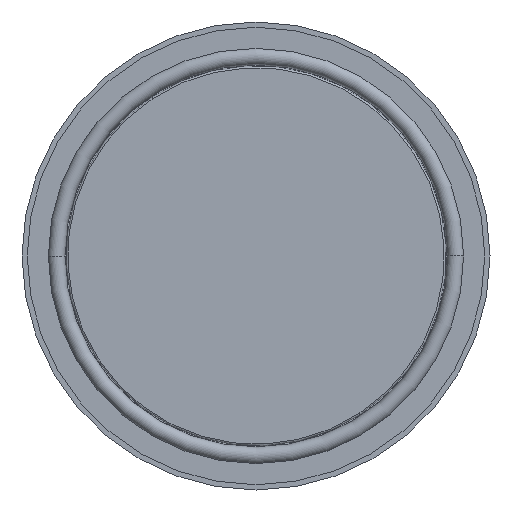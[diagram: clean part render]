
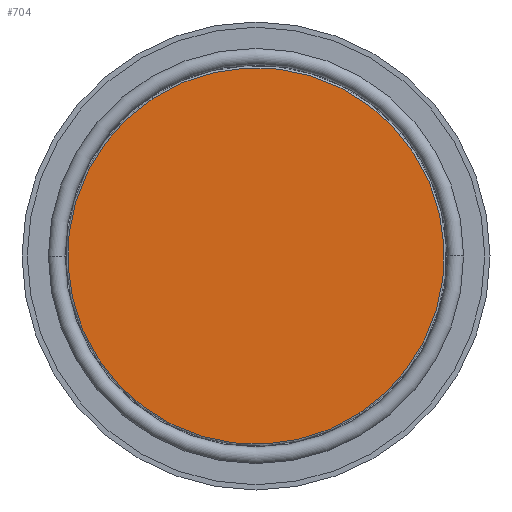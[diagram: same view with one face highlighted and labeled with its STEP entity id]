
A CAD part, front view. The second image highlights one B-rep face of the part: STEP entity #704.
In plain terms, the highlighted face is planar.
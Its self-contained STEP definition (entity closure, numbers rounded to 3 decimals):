
#47 = CIRCLE ( 'NONE', #544, 53.5 ) ;
#111 = VERTEX_POINT ( 'NONE', #754 ) ;
#184 = EDGE_LOOP ( 'NONE', ( #390, #195 ) ) ;
#185 = VERTEX_POINT ( 'NONE', #804 ) ;
#195 = ORIENTED_EDGE ( 'NONE', *, *, #665, .T. ) ;
#278 = CIRCLE ( 'NONE', #490, 53.5 ) ;
#390 = ORIENTED_EDGE ( 'NONE', *, *, #436, .T. ) ;
#436 = EDGE_CURVE ( 'NONE', #185, #111, #47, .T. ) ;
#490 = AXIS2_PLACEMENT_3D ( 'NONE', #1226, #1225, #1224 ) ;
#544 = AXIS2_PLACEMENT_3D ( 'NONE', #1145, #1144, #1141 ) ;
#557 = AXIS2_PLACEMENT_3D ( 'NONE', #1079, #1068, #1067 ) ;
#665 = EDGE_CURVE ( 'NONE', #111, #185, #278, .T. ) ;
#704 = ADVANCED_FACE ( 'NONE', ( #1009 ), #1080, .T. ) ;
#754 = CARTESIAN_POINT ( 'NONE',  ( 0., 8.5, -53.5 ) ) ;
#804 = CARTESIAN_POINT ( 'NONE',  ( 0., 8.5, 53.5 ) ) ;
#1009 = FACE_OUTER_BOUND ( 'NONE', #184, .T. ) ;
#1067 = DIRECTION ( 'NONE',  ( 0., 0., 1. ) ) ;
#1068 = DIRECTION ( 'NONE',  ( 0., 1., 0. ) ) ;
#1079 = CARTESIAN_POINT ( 'NONE',  ( 0., 8.5, 0. ) ) ;
#1080 = PLANE ( 'NONE',  #557 ) ;
#1141 = DIRECTION ( 'NONE',  ( 0., 0., 1. ) ) ;
#1144 = DIRECTION ( 'NONE',  ( 0., 1., 0. ) ) ;
#1145 = CARTESIAN_POINT ( 'NONE',  ( 0., 8.5, 0. ) ) ;
#1224 = DIRECTION ( 'NONE',  ( 0., 0., 1. ) ) ;
#1225 = DIRECTION ( 'NONE',  ( 0., 1., 0. ) ) ;
#1226 = CARTESIAN_POINT ( 'NONE',  ( 0., 8.5, 0. ) ) ;
